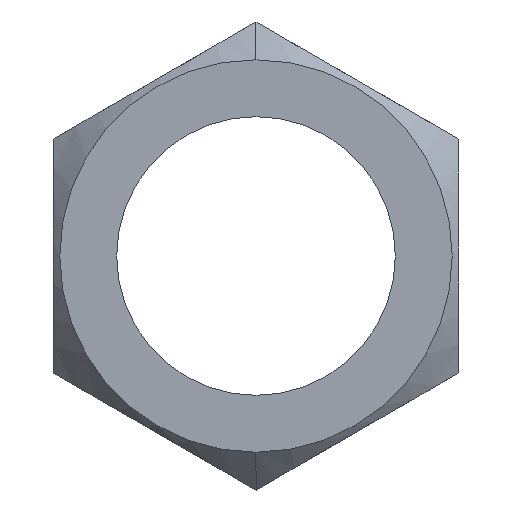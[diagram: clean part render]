
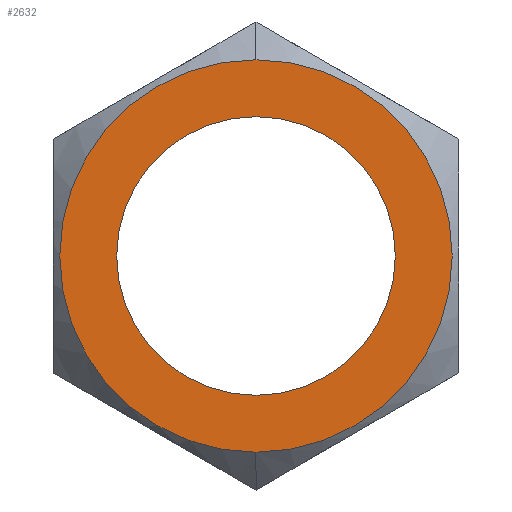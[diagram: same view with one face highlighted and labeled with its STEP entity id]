
A CAD part, left-side view. The second image highlights one B-rep face of the part: STEP entity #2632.
In plain terms, the highlighted planar face has unit normal (-1, 0, 0).
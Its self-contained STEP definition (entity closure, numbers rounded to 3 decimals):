
#18 = CARTESIAN_POINT ( 'NONE',  ( -10., 0., 0. ) ) ;
#52 = CARTESIAN_POINT ( 'NONE',  ( -10., 0., 0. ) ) ;
#106 = AXIS2_PLACEMENT_3D ( 'NONE', #18, #863, #3713 ) ;
#427 = CIRCLE ( 'NONE', #106, 20.768 ) ;
#516 = AXIS2_PLACEMENT_3D ( 'NONE', #1249, #3977, #584 ) ;
#536 = CARTESIAN_POINT ( 'NONE',  ( -10., 0., -20.768 ) ) ;
#584 = DIRECTION ( 'NONE',  ( 0., 0., -1. ) ) ;
#721 = DIRECTION ( 'NONE',  ( 0., 0., -1. ) ) ;
#863 = DIRECTION ( 'NONE',  ( -1., 0., 0. ) ) ;
#905 = DIRECTION ( 'NONE',  ( 0., 0., -1. ) ) ;
#958 = FACE_BOUND ( 'NONE', #2860, .T. ) ;
#1040 = CIRCLE ( 'NONE', #516, 14.75 ) ;
#1249 = CARTESIAN_POINT ( 'NONE',  ( -10., 0., 0. ) ) ;
#1269 = EDGE_CURVE ( 'NONE', #2690, #2132, #3379, .T. ) ;
#1286 = DIRECTION ( 'NONE',  ( 1., 0., 0. ) ) ;
#1394 = DIRECTION ( 'NONE',  ( -1., 0., 0. ) ) ;
#1546 = CARTESIAN_POINT ( 'NONE',  ( -10., 0., 0. ) ) ;
#1757 = CARTESIAN_POINT ( 'NONE',  ( -10., 0., 14.75 ) ) ;
#1767 = EDGE_LOOP ( 'NONE', ( #2362, #1826 ) ) ;
#1826 = ORIENTED_EDGE ( 'NONE', *, *, #3829, .T. ) ;
#1969 = ORIENTED_EDGE ( 'NONE', *, *, #3660, .T. ) ;
#2132 = VERTEX_POINT ( 'NONE', #3349 ) ;
#2202 = FACE_OUTER_BOUND ( 'NONE', #1767, .T. ) ;
#2204 = AXIS2_PLACEMENT_3D ( 'NONE', #1546, #2450, #905 ) ;
#2297 = VERTEX_POINT ( 'NONE', #2389 ) ;
#2362 = ORIENTED_EDGE ( 'NONE', *, *, #1269, .T. ) ;
#2389 = CARTESIAN_POINT ( 'NONE',  ( -10., 0., -14.75 ) ) ;
#2450 = DIRECTION ( 'NONE',  ( 1., 0., 0. ) ) ;
#2632 = ADVANCED_FACE ( 'NONE', ( #958, #2202 ), #2834, .F. ) ;
#2690 = VERTEX_POINT ( 'NONE', #536 ) ;
#2780 = VERTEX_POINT ( 'NONE', #1757 ) ;
#2834 = PLANE ( 'NONE',  #2909 ) ;
#2860 = EDGE_LOOP ( 'NONE', ( #1969, #3943 ) ) ;
#2909 = AXIS2_PLACEMENT_3D ( 'NONE', #52, #1286, #721 ) ;
#3349 = CARTESIAN_POINT ( 'NONE',  ( -10., 0., 20.768 ) ) ;
#3379 = CIRCLE ( 'NONE', #3701, 20.768 ) ;
#3583 = CARTESIAN_POINT ( 'NONE',  ( -10., 0., 0. ) ) ;
#3654 = EDGE_CURVE ( 'NONE', #2297, #2780, #1040, .T. ) ;
#3660 = EDGE_CURVE ( 'NONE', #2780, #2297, #3958, .T. ) ;
#3701 = AXIS2_PLACEMENT_3D ( 'NONE', #3583, #1394, #3830 ) ;
#3713 = DIRECTION ( 'NONE',  ( 0., 0., 1. ) ) ;
#3829 = EDGE_CURVE ( 'NONE', #2132, #2690, #427, .T. ) ;
#3830 = DIRECTION ( 'NONE',  ( 0., 0., 1. ) ) ;
#3943 = ORIENTED_EDGE ( 'NONE', *, *, #3654, .T. ) ;
#3958 = CIRCLE ( 'NONE', #2204, 14.75 ) ;
#3977 = DIRECTION ( 'NONE',  ( 1., 0., 0. ) ) ;
